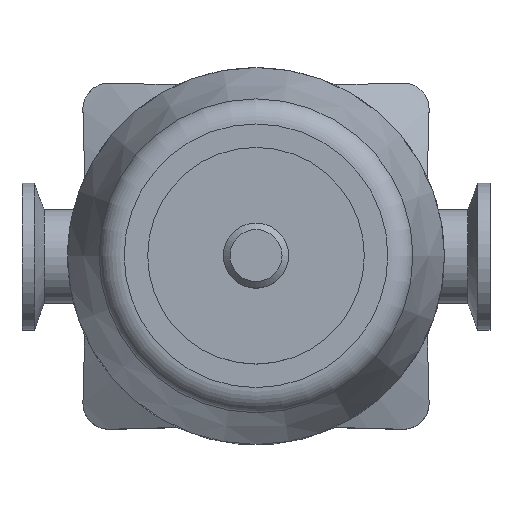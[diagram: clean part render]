
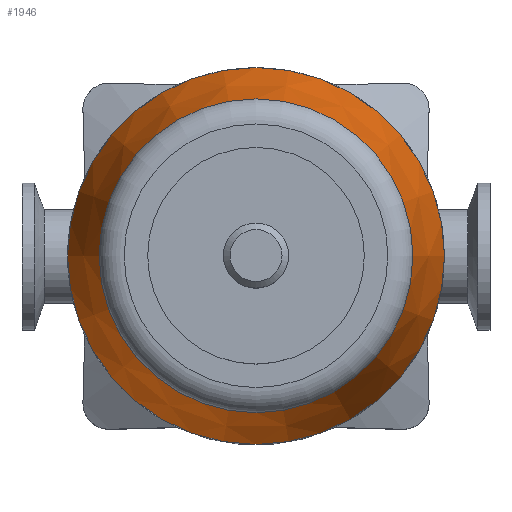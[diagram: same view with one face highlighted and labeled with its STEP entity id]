
A CAD part, top view. The second image highlights one B-rep face of the part: STEP entity #1946.
In plain terms, the highlighted conical face has half-angle 15.333 degrees and reference radius 39.25 mm.
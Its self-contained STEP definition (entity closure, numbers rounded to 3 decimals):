
#97=CONICAL_SURFACE('',#2188,39.25,0.268);
#272=FACE_OUTER_BOUND('',#402,.T.);
#402=EDGE_LOOP('',(#1747,#1748,#1749,#1750));
#562=LINE('',#3599,#696);
#696=VECTOR('',#2758,39.25);
#778=CIRCLE('',#2170,43.5);
#783=CIRCLE('',#2183,36.21);
#952=VERTEX_POINT('',#3565);
#956=VERTEX_POINT('',#3590);
#1213=EDGE_CURVE('',#952,#952,#778,.T.);
#1225=EDGE_CURVE('',#956,#956,#783,.T.);
#1229=EDGE_CURVE('',#952,#956,#562,.T.);
#1747=ORIENTED_EDGE('',*,*,#1213,.F.);
#1748=ORIENTED_EDGE('',*,*,#1229,.T.);
#1749=ORIENTED_EDGE('',*,*,#1225,.F.);
#1750=ORIENTED_EDGE('',*,*,#1229,.F.);
#1946=ADVANCED_FACE('',(#272),#97,.T.);
#2170=AXIS2_PLACEMENT_3D('',#3567,#2713,#2714);
#2183=AXIS2_PLACEMENT_3D('',#3591,#2746,#2747);
#2188=AXIS2_PLACEMENT_3D('',#3598,#2756,#2757);
#2713=DIRECTION('center_axis',(0.,0.,-1.));
#2714=DIRECTION('ref_axis',(-1.,0.,0.));
#2746=DIRECTION('center_axis',(0.,0.,1.));
#2747=DIRECTION('ref_axis',(1.,0.,0.));
#2756=DIRECTION('center_axis',(0.,0.,-1.));
#2757=DIRECTION('ref_axis',(-1.,0.,0.));
#2758=DIRECTION('',(-0.264,0.,0.964));
#3565=CARTESIAN_POINT('',(43.5,0.,63.8));
#3567=CARTESIAN_POINT('Origin',(0.,0.,63.8));
#3590=CARTESIAN_POINT('',(36.21,0.,90.387));
#3591=CARTESIAN_POINT('Origin',(0.,0.,90.387));
#3598=CARTESIAN_POINT('Origin',(0.,0.,79.3));
#3599=CARTESIAN_POINT('',(39.25,0.,79.3));
